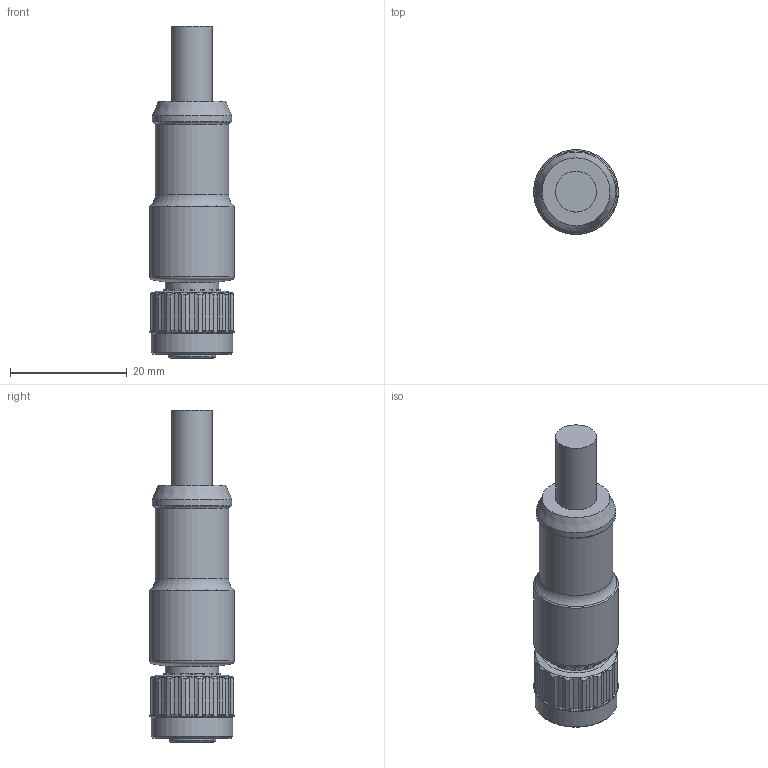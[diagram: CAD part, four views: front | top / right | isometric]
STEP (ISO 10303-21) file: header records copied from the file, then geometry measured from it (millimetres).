
FILE_DESCRIPTION(/* description */ (''),/* implementation_level */ '2;1');
FILE_NAME(/* name */ '77 8406 0000 30709.stp',/* time_stamp */ '2021-08-09T09:39:03+02:00',/* author */ (''),/* organization */ (''),/* preprocessor_version */ 'ST-DEVELOPER v16',/* originating_system */ 'SIEMENS PLM Software NX 11.0',/* authorisation */ '');
FILE_SCHEMA (('AUTOMOTIVE_DESIGN { 1 0 10303 214 3 1 1 1 }'));
Length unit declared in the file: millimetre
Products named in the file (1): shol17EC873Bk7xy
Bounding box: 14.5 x 14.5 x 56.9 mm (x, y, z)
Volume: 6368.1 mm3; surface area: 3160.9 mm2
Topology: 1 solids, 1 shells, 328 faces, 860 edges, 551 vertices
Faces by surface type: cylinder 120, plane 106, torus 83, cone 17, sphere 2
Full cylindrical faces by diameter (mm): 1.5 x1, 1.725 x2, 7 x1, 8.125 x1, 9.125 x1, 9.2 x1, 10.9 x1, 10.917 x1, 12.1 x1, 12.6 x1, 13.6 x1, 14 x1, 14.5 x2
Entity records: 10682 total; most frequent: CARTESIAN_POINT 2655, DIRECTION 1760, ORIENTED_EDGE 1612, EDGE_CURVE 806, AXIS2_PLACEMENT_3D 713, VERTEX_POINT 536, EDGE_LOOP 384, CIRCLE 384
